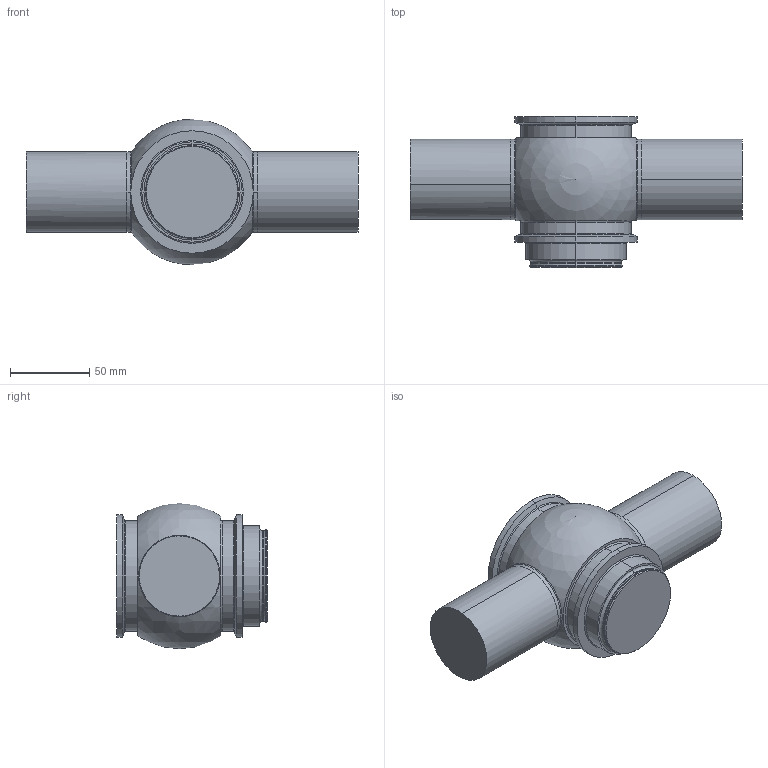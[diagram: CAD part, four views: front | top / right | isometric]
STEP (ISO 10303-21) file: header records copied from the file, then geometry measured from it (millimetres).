
FILE_DESCRIPTION (( 'STEP AP203' ), '1' );
FILE_NAME ('108565.STEP', '2018-04-18T19:16:09', ( '' ), ( '' ), 'SwSTEP 2.0', 'SolidWorks 2014', '' );
FILE_SCHEMA (( 'CONFIG_CONTROL_DESIGN' ));
Length unit declared in the file: inch
Products named in the file (1): 108565
Bounding box: 210.06 x 95.45 x 92.05 mm (x, y, z)
Volume: 724830.1 mm3; surface area: 56994.8 mm2
Topology: 1 solids, 1 shells, 54 faces, 118 edges, 68 vertices
Faces by surface type: cylinder 22, torus 16, plane 8, cone 6, sphere 2
Entity records: 1523 total; most frequent: DIRECTION 306, CARTESIAN_POINT 231, ORIENTED_EDGE 224, AXIS2_PLACEMENT_3D 139, EDGE_CURVE 112, CIRCLE 84, VERTEX_POINT 64, EDGE_LOOP 58
